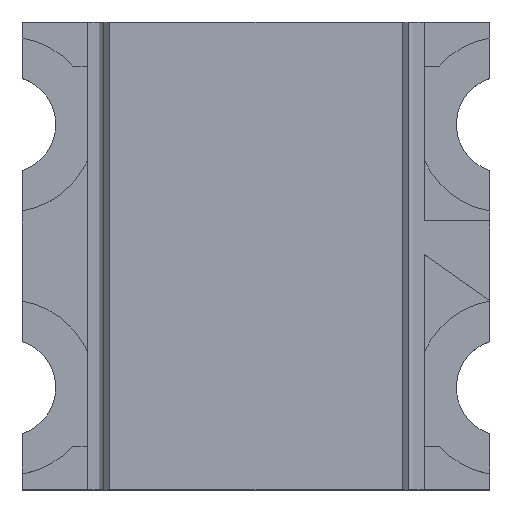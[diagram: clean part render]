
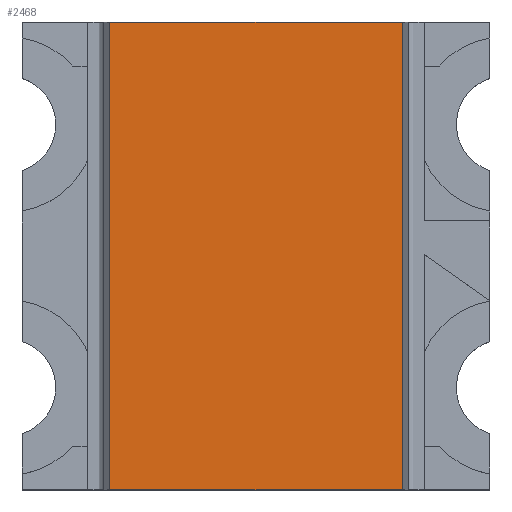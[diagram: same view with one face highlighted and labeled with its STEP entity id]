
A CAD part, top view. The second image highlights one B-rep face of the part: STEP entity #2468.
In plain terms, the highlighted planar face has unit normal (0, 0, 1).
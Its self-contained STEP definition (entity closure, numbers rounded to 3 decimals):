
#1152 = LINE ( 'NONE', #1183, #1182 ) ;
#1181 = DIRECTION ( 'NONE',  ( 1., 0., 0. ) ) ;
#1182 = VECTOR ( 'NONE', #1181, 1000. ) ;
#1183 = CARTESIAN_POINT ( 'NONE',  ( -0.5, -0.8, 0.455 ) ) ;
#1188 = CARTESIAN_POINT ( 'NONE',  ( -0.5, -0.8, 0.455 ) ) ;
#1457 = CARTESIAN_POINT ( 'NONE',  ( 0.5, -0.8, 0.455 ) ) ;
#1458 = CARTESIAN_POINT ( 'NONE',  ( 0.5, 0.8, 0.455 ) ) ;
#1460 = DIRECTION ( 'NONE',  ( 0., 0., 1. ) ) ;
#1461 = CARTESIAN_POINT ( 'NONE',  ( -0.5, -0.8, 0.455 ) ) ;
#1462 = CARTESIAN_POINT ( 'NONE',  ( -0.5, 0.8, 0.455 ) ) ;
#1467 = LINE ( 'NONE', #1510, #1509 ) ;
#1489 = DIRECTION ( 'NONE',  ( 0., 1., 0. ) ) ;
#1490 = VECTOR ( 'NONE', #1489, 1000. ) ;
#1491 = CARTESIAN_POINT ( 'NONE',  ( -0.5, -0.8, 0.455 ) ) ;
#1492 = LINE ( 'NONE', #1491, #1490 ) ;
#1496 = DIRECTION ( 'NONE',  ( 1., 0., 0. ) ) ;
#1499 = PLANE ( 'NONE',  #1512 ) ;
#1503 = DIRECTION ( 'NONE',  ( 0., 1., 0. ) ) ;
#1504 = VECTOR ( 'NONE', #1503, 1000. ) ;
#1505 = LINE ( 'NONE', #1507, #1504 ) ;
#1506 = FACE_OUTER_BOUND ( 'NONE', #1969, .T. ) ;
#1507 = CARTESIAN_POINT ( 'NONE',  ( 0.5, -0.8, 0.455 ) ) ;
#1508 = DIRECTION ( 'NONE',  ( 1., 0., 0. ) ) ;
#1509 = VECTOR ( 'NONE', #1508, 1000. ) ;
#1510 = CARTESIAN_POINT ( 'NONE',  ( -0.5, 0.8, 0.455 ) ) ;
#1512 = AXIS2_PLACEMENT_3D ( 'NONE', #1461, #1460, #1496 ) ;
#1693 = ORIENTED_EDGE ( 'NONE', *, *, #1705, .T. ) ;
#1705 = EDGE_CURVE ( 'NONE', #1706, #1977, #1152, .T. ) ;
#1706 = VERTEX_POINT ( 'NONE', #1188 ) ;
#1966 = VERTEX_POINT ( 'NONE', #1462 ) ;
#1969 = EDGE_LOOP ( 'NONE', ( #2470, #1973, #1975, #1693 ) ) ;
#1970 = EDGE_CURVE ( 'NONE', #1966, #1972, #1467, .T. ) ;
#1972 = VERTEX_POINT ( 'NONE', #1458 ) ;
#1973 = ORIENTED_EDGE ( 'NONE', *, *, #1970, .F. ) ;
#1975 = ORIENTED_EDGE ( 'NONE', *, *, #2471, .F. ) ;
#1977 = VERTEX_POINT ( 'NONE', #1457 ) ;
#1978 = EDGE_CURVE ( 'NONE', #1977, #1972, #1505, .T. ) ;
#2468 = ADVANCED_FACE ( 'NONE', ( #1506 ), #1499, .T. ) ;
#2470 = ORIENTED_EDGE ( 'NONE', *, *, #1978, .T. ) ;
#2471 = EDGE_CURVE ( 'NONE', #1706, #1966, #1492, .T. ) ;
